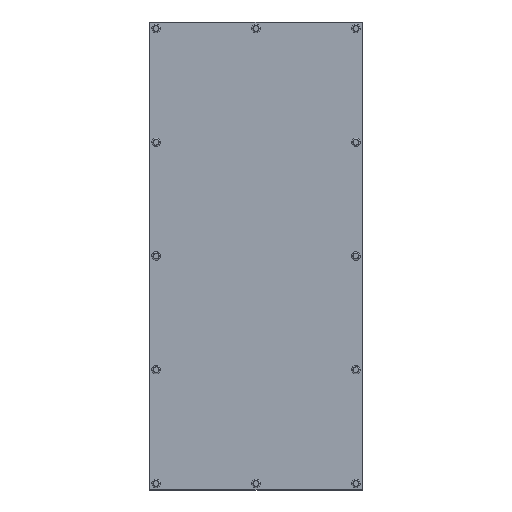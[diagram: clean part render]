
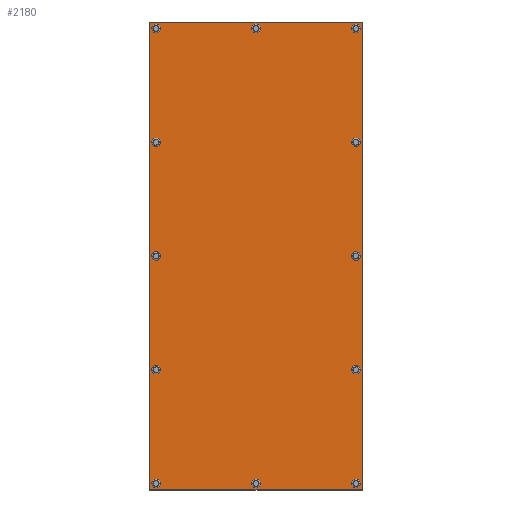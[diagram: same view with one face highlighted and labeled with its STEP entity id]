
A CAD part, top view. The second image highlights one B-rep face of the part: STEP entity #2180.
In plain terms, the highlighted planar face has unit normal (0, 0, 1).
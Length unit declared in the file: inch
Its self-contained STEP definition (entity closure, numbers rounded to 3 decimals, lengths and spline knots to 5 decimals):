
#149=LINE('',#3276,#278);
#153=LINE('',#3284,#282);
#156=LINE('',#3290,#285);
#159=LINE('',#3295,#288);
#278=VECTOR('',#2637,36.);
#282=VECTOR('',#2643,16.375);
#285=VECTOR('',#2648,36.);
#288=VECTOR('',#2653,16.375);
#411=PLANE('',#2341);
#491=FACE_BOUND('',#743,.T.);
#492=FACE_BOUND('',#744,.T.);
#493=FACE_BOUND('',#745,.T.);
#494=FACE_BOUND('',#746,.T.);
#495=FACE_BOUND('',#747,.T.);
#496=FACE_BOUND('',#748,.T.);
#497=FACE_BOUND('',#749,.T.);
#498=FACE_BOUND('',#750,.T.);
#499=FACE_BOUND('',#751,.T.);
#500=FACE_BOUND('',#752,.T.);
#501=FACE_BOUND('',#753,.T.);
#502=FACE_BOUND('',#754,.T.);
#601=FACE_OUTER_BOUND('',#742,.T.);
#742=EDGE_LOOP('',(#1552,#1553,#1554,#1555));
#743=EDGE_LOOP('',(#1556));
#744=EDGE_LOOP('',(#1557));
#745=EDGE_LOOP('',(#1558));
#746=EDGE_LOOP('',(#1559));
#747=EDGE_LOOP('',(#1560));
#748=EDGE_LOOP('',(#1561));
#749=EDGE_LOOP('',(#1562));
#750=EDGE_LOOP('',(#1563));
#751=EDGE_LOOP('',(#1564));
#752=EDGE_LOOP('',(#1565));
#753=EDGE_LOOP('',(#1566));
#754=EDGE_LOOP('',(#1567));
#949=CIRCLE('',#2302,0.14063);
#951=CIRCLE('',#2305,0.14063);
#953=CIRCLE('',#2308,0.14063);
#955=CIRCLE('',#2311,0.14063);
#957=CIRCLE('',#2314,0.14063);
#959=CIRCLE('',#2317,0.14063);
#961=CIRCLE('',#2320,0.14063);
#963=CIRCLE('',#2323,0.14063);
#965=CIRCLE('',#2326,0.14063);
#967=CIRCLE('',#2329,0.14063);
#969=CIRCLE('',#2332,0.14063);
#971=CIRCLE('',#2335,0.14063);
#1055=VERTEX_POINT('',#3214);
#1057=VERTEX_POINT('',#3219);
#1059=VERTEX_POINT('',#3224);
#1061=VERTEX_POINT('',#3229);
#1063=VERTEX_POINT('',#3234);
#1065=VERTEX_POINT('',#3239);
#1067=VERTEX_POINT('',#3244);
#1069=VERTEX_POINT('',#3249);
#1071=VERTEX_POINT('',#3254);
#1073=VERTEX_POINT('',#3259);
#1075=VERTEX_POINT('',#3264);
#1077=VERTEX_POINT('',#3269);
#1079=VERTEX_POINT('',#3274);
#1080=VERTEX_POINT('',#3275);
#1083=VERTEX_POINT('',#3283);
#1085=VERTEX_POINT('',#3289);
#1251=EDGE_CURVE('',#1055,#1055,#949,.T.);
#1253=EDGE_CURVE('',#1057,#1057,#951,.T.);
#1255=EDGE_CURVE('',#1059,#1059,#953,.T.);
#1257=EDGE_CURVE('',#1061,#1061,#955,.T.);
#1259=EDGE_CURVE('',#1063,#1063,#957,.T.);
#1261=EDGE_CURVE('',#1065,#1065,#959,.T.);
#1263=EDGE_CURVE('',#1067,#1067,#961,.T.);
#1265=EDGE_CURVE('',#1069,#1069,#963,.T.);
#1267=EDGE_CURVE('',#1071,#1071,#965,.T.);
#1269=EDGE_CURVE('',#1073,#1073,#967,.T.);
#1271=EDGE_CURVE('',#1075,#1075,#969,.T.);
#1273=EDGE_CURVE('',#1077,#1077,#971,.T.);
#1275=EDGE_CURVE('',#1079,#1080,#149,.T.);
#1279=EDGE_CURVE('',#1080,#1083,#153,.T.);
#1282=EDGE_CURVE('',#1083,#1085,#156,.T.);
#1285=EDGE_CURVE('',#1085,#1079,#159,.T.);
#1552=ORIENTED_EDGE('',*,*,#1275,.F.);
#1553=ORIENTED_EDGE('',*,*,#1285,.F.);
#1554=ORIENTED_EDGE('',*,*,#1282,.F.);
#1555=ORIENTED_EDGE('',*,*,#1279,.F.);
#1556=ORIENTED_EDGE('',*,*,#1251,.T.);
#1557=ORIENTED_EDGE('',*,*,#1253,.T.);
#1558=ORIENTED_EDGE('',*,*,#1255,.T.);
#1559=ORIENTED_EDGE('',*,*,#1257,.T.);
#1560=ORIENTED_EDGE('',*,*,#1259,.T.);
#1561=ORIENTED_EDGE('',*,*,#1261,.T.);
#1562=ORIENTED_EDGE('',*,*,#1263,.T.);
#1563=ORIENTED_EDGE('',*,*,#1265,.T.);
#1564=ORIENTED_EDGE('',*,*,#1267,.T.);
#1565=ORIENTED_EDGE('',*,*,#1269,.T.);
#1566=ORIENTED_EDGE('',*,*,#1271,.T.);
#1567=ORIENTED_EDGE('',*,*,#1273,.T.);
#2180=ADVANCED_FACE('',(#601,#491,#492,#493,#494,#495,#496,#497,#498,#499,
#500,#501,#502),#411,.T.);
#2302=AXIS2_PLACEMENT_3D('',#3215,#2565,#2566);
#2305=AXIS2_PLACEMENT_3D('',#3220,#2571,#2572);
#2308=AXIS2_PLACEMENT_3D('',#3225,#2577,#2578);
#2311=AXIS2_PLACEMENT_3D('',#3230,#2583,#2584);
#2314=AXIS2_PLACEMENT_3D('',#3235,#2589,#2590);
#2317=AXIS2_PLACEMENT_3D('',#3240,#2595,#2596);
#2320=AXIS2_PLACEMENT_3D('',#3245,#2601,#2602);
#2323=AXIS2_PLACEMENT_3D('',#3250,#2607,#2608);
#2326=AXIS2_PLACEMENT_3D('',#3255,#2613,#2614);
#2329=AXIS2_PLACEMENT_3D('',#3260,#2619,#2620);
#2332=AXIS2_PLACEMENT_3D('',#3265,#2625,#2626);
#2335=AXIS2_PLACEMENT_3D('',#3270,#2631,#2632);
#2341=AXIS2_PLACEMENT_3D('',#3297,#2655,#2656);
#2565=DIRECTION('center_axis',(0.,0.,-1.));
#2566=DIRECTION('ref_axis',(1.,0.,0.));
#2571=DIRECTION('center_axis',(0.,0.,-1.));
#2572=DIRECTION('ref_axis',(1.,0.,0.));
#2577=DIRECTION('center_axis',(0.,0.,-1.));
#2578=DIRECTION('ref_axis',(1.,0.,0.));
#2583=DIRECTION('center_axis',(0.,0.,-1.));
#2584=DIRECTION('ref_axis',(1.,0.,0.));
#2589=DIRECTION('center_axis',(0.,0.,-1.));
#2590=DIRECTION('ref_axis',(1.,0.,0.));
#2595=DIRECTION('center_axis',(0.,0.,-1.));
#2596=DIRECTION('ref_axis',(1.,0.,0.));
#2601=DIRECTION('center_axis',(0.,0.,-1.));
#2602=DIRECTION('ref_axis',(1.,0.,0.));
#2607=DIRECTION('center_axis',(0.,0.,-1.));
#2608=DIRECTION('ref_axis',(1.,0.,0.));
#2613=DIRECTION('center_axis',(0.,0.,-1.));
#2614=DIRECTION('ref_axis',(1.,0.,0.));
#2619=DIRECTION('center_axis',(0.,0.,-1.));
#2620=DIRECTION('ref_axis',(1.,0.,0.));
#2625=DIRECTION('center_axis',(0.,0.,-1.));
#2626=DIRECTION('ref_axis',(1.,0.,0.));
#2631=DIRECTION('center_axis',(0.,0.,-1.));
#2632=DIRECTION('ref_axis',(1.,0.,0.));
#2637=DIRECTION('',(0.,-1.,0.));
#2643=DIRECTION('',(-1.,0.,0.));
#2648=DIRECTION('',(0.,1.,0.));
#2653=DIRECTION('',(1.,0.,0.));
#2655=DIRECTION('center_axis',(0.,0.,1.));
#2656=DIRECTION('ref_axis',(1.,0.,0.));
#3214=CARTESIAN_POINT('',(7.82813,-17.5,0.125));
#3215=CARTESIAN_POINT('Origin',(7.6875,-17.5,0.125));
#3219=CARTESIAN_POINT('',(0.14063,-17.5,0.125));
#3220=CARTESIAN_POINT('Origin',(0.,-17.5,0.125));
#3224=CARTESIAN_POINT('',(-7.54687,-17.5,0.125));
#3225=CARTESIAN_POINT('Origin',(-7.6875,-17.5,0.125));
#3229=CARTESIAN_POINT('',(7.82813,-8.75,0.125));
#3230=CARTESIAN_POINT('Origin',(7.6875,-8.75,0.125));
#3234=CARTESIAN_POINT('',(-7.54688,-8.75,0.125));
#3235=CARTESIAN_POINT('Origin',(-7.6875,-8.75,0.125));
#3239=CARTESIAN_POINT('',(7.82813,0.,0.125));
#3240=CARTESIAN_POINT('Origin',(7.6875,0.,0.125));
#3244=CARTESIAN_POINT('',(-7.54688,0.,0.125));
#3245=CARTESIAN_POINT('Origin',(-7.6875,0.,0.125));
#3249=CARTESIAN_POINT('',(7.82813,8.75,0.125));
#3250=CARTESIAN_POINT('Origin',(7.6875,8.75,0.125));
#3254=CARTESIAN_POINT('',(-7.54688,8.75,0.125));
#3255=CARTESIAN_POINT('Origin',(-7.6875,8.75,0.125));
#3259=CARTESIAN_POINT('',(7.82813,17.5,0.125));
#3260=CARTESIAN_POINT('Origin',(7.6875,17.5,0.125));
#3264=CARTESIAN_POINT('',(0.14062,17.5,0.125));
#3265=CARTESIAN_POINT('Origin',(0.,17.5,0.125));
#3269=CARTESIAN_POINT('',(-7.54688,17.5,0.125));
#3270=CARTESIAN_POINT('Origin',(-7.6875,17.5,0.125));
#3274=CARTESIAN_POINT('',(8.1875,18.,0.125));
#3275=CARTESIAN_POINT('',(8.1875,-18.,0.125));
#3276=CARTESIAN_POINT('',(8.1875,18.,0.125));
#3283=CARTESIAN_POINT('',(-8.1875,-18.,0.125));
#3284=CARTESIAN_POINT('',(8.1875,-18.,0.125));
#3289=CARTESIAN_POINT('',(-8.1875,18.,0.125));
#3290=CARTESIAN_POINT('',(-8.1875,-18.,0.125));
#3295=CARTESIAN_POINT('',(-8.1875,18.,0.125));
#3297=CARTESIAN_POINT('Origin',(0.,0.,
0.125));
